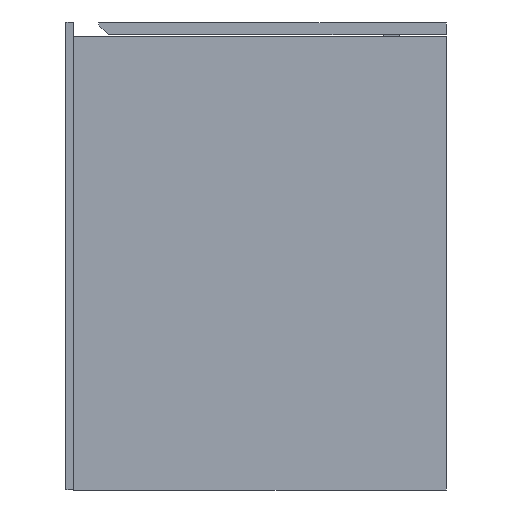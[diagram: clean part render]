
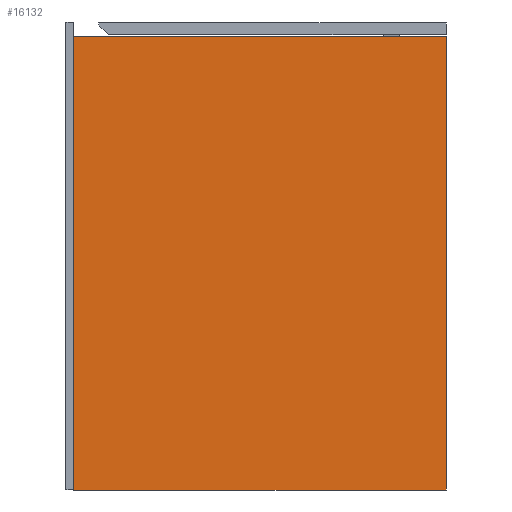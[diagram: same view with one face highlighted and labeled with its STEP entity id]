
A CAD part, left-side view. The second image highlights one B-rep face of the part: STEP entity #16132.
In plain terms, the highlighted planar face has unit normal (-1, 0, 0).
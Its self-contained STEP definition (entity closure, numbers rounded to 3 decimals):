
#10 = ORIENTED_EDGE ( 'NONE', *, *, #14811, .F. ) ;
#1161 = DIRECTION ( 'NONE',  ( 0., 0., 1. ) ) ;
#1757 = CARTESIAN_POINT ( 'NONE',  ( 2., 829.397, -470. ) ) ;
#2273 = LINE ( 'NONE', #10448, #4742 ) ;
#3433 = DIRECTION ( 'NONE',  ( 0., -1., 0. ) ) ;
#4742 = VECTOR ( 'NONE', #10699, 1000. ) ;
#5292 = AXIS2_PLACEMENT_3D ( 'NONE', #1757, #16266, #12082 ) ;
#5478 = VERTEX_POINT ( 'NONE', #10754 ) ;
#5699 = CARTESIAN_POINT ( 'NONE',  ( 2., 829.397, -15. ) ) ;
#6645 = ORIENTED_EDGE ( 'NONE', *, *, #18160, .T. ) ;
#7309 = VERTEX_POINT ( 'NONE', #11037 ) ;
#7565 = CARTESIAN_POINT ( 'NONE',  ( 2., 0., -470. ) ) ;
#9591 = DIRECTION ( 'NONE',  ( 0., 0., 1. ) ) ;
#10448 = CARTESIAN_POINT ( 'NONE',  ( 2., 829.397, -470. ) ) ;
#10470 = ORIENTED_EDGE ( 'NONE', *, *, #14684, .F. ) ;
#10699 = DIRECTION ( 'NONE',  ( 0., -1., 0. ) ) ;
#10754 = CARTESIAN_POINT ( 'NONE',  ( 2., 0., -15. ) ) ;
#11037 = CARTESIAN_POINT ( 'NONE',  ( 2., 0., -470. ) ) ;
#11610 = CARTESIAN_POINT ( 'NONE',  ( 2., 374., -470. ) ) ;
#11804 = VERTEX_POINT ( 'NONE', #18078 ) ;
#12082 = DIRECTION ( 'NONE',  ( 0., 0., -1. ) ) ;
#13480 = VECTOR ( 'NONE', #9591, 1000. ) ;
#13639 = VERTEX_POINT ( 'NONE', #21458 ) ;
#14684 = EDGE_CURVE ( 'NONE', #11804, #5478, #22106, .T. ) ;
#14811 = EDGE_CURVE ( 'NONE', #13639, #11804, #18218, .T. ) ;
#15405 = LINE ( 'NONE', #7565, #25872 ) ;
#15641 = VECTOR ( 'NONE', #3433, 1000. ) ;
#16132 = ADVANCED_FACE ( 'NONE', ( #20409 ), #24277, .F. ) ;
#16266 = DIRECTION ( 'NONE',  ( 1., 0., 0. ) ) ;
#17951 = EDGE_LOOP ( 'NONE', ( #10, #19520, #6645, #10470 ) ) ;
#18078 = CARTESIAN_POINT ( 'NONE',  ( 2., 374., -15. ) ) ;
#18160 = EDGE_CURVE ( 'NONE', #7309, #5478, #15405, .T. ) ;
#18218 = LINE ( 'NONE', #11610, #13480 ) ;
#19520 = ORIENTED_EDGE ( 'NONE', *, *, #22005, .T. ) ;
#20409 = FACE_OUTER_BOUND ( 'NONE', #17951, .T. ) ;
#21458 = CARTESIAN_POINT ( 'NONE',  ( 2., 374., -470. ) ) ;
#22005 = EDGE_CURVE ( 'NONE', #13639, #7309, #2273, .T. ) ;
#22106 = LINE ( 'NONE', #5699, #15641 ) ;
#24277 = PLANE ( 'NONE',  #5292 ) ;
#25872 = VECTOR ( 'NONE', #1161, 1000. ) ;
